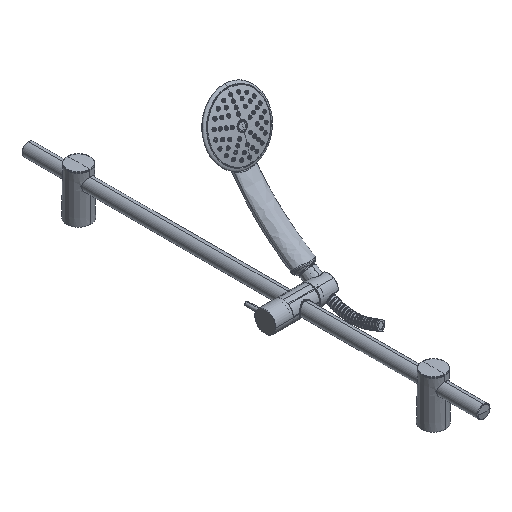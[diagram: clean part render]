
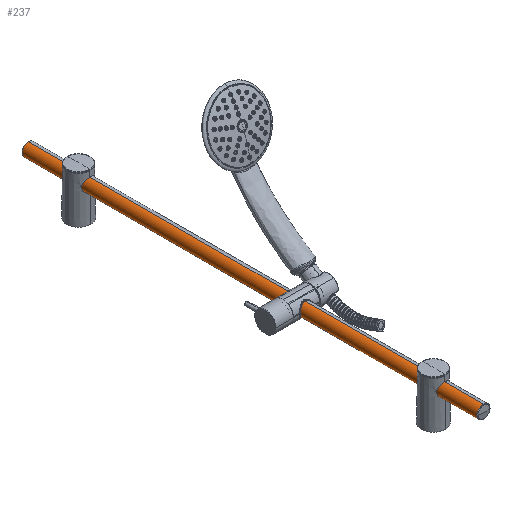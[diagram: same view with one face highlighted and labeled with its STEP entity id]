
A CAD part, isometric view. The second image highlights one B-rep face of the part: STEP entity #237.
In plain terms, the highlighted cylindrical face has radius 10.3 mm (diameter 20.6 mm), a partial arc.
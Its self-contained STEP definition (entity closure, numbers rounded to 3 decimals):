
#29=CARTESIAN_POINT('',(0.,-300.,0.));
#30=DIRECTION('',(0.,1.,0.));
#31=DIRECTION('',(0.,0.,-1.));
#32=AXIS2_PLACEMENT_3D('',#29,#30,#31);
#34=CARTESIAN_POINT('',(0.,430.,0.));
#35=DIRECTION('',(0.,-1.,0.));
#36=DIRECTION('',(0.,0.,1.));
#37=AXIS2_PLACEMENT_3D('',#34,#35,#36);
#39=DIRECTION('',(0.,-1.,0.));
#40=VECTOR('',#39,730.);
#41=CARTESIAN_POINT('',(0.,430.,10.275));
#42=LINE('',#41,#40);
#71=DIRECTION('',(0.,-1.,0.));
#72=VECTOR('',#71,730.);
#73=CARTESIAN_POINT('',(0.,430.,-10.275));
#74=LINE('',#73,#72);
#164=CARTESIAN_POINT('',(0.,430.,10.275));
#165=CARTESIAN_POINT('',(0.,-300.,10.275));
#166=VERTEX_POINT('',#164);
#167=VERTEX_POINT('',#165);
#168=CARTESIAN_POINT('',(0.,430.,-10.275));
#169=CARTESIAN_POINT('',(0.,-300.,-10.275));
#170=VERTEX_POINT('',#168);
#171=VERTEX_POINT('',#169);
#223=CARTESIAN_POINT('',(0.,-300.,0.));
#224=DIRECTION('',(0.,1.,0.));
#225=DIRECTION('',(0.,0.,1.));
#226=AXIS2_PLACEMENT_3D('',#223,#224,#225);
#227=CYLINDRICAL_SURFACE('',#226,10.3);
#229=ORIENTED_EDGE('',*,*,#228,.F.);
#231=ORIENTED_EDGE('',*,*,#230,.F.);
#232=ORIENTED_EDGE('',*,*,#205,.F.);
#234=ORIENTED_EDGE('',*,*,#233,.T.);
#235=EDGE_LOOP('',(#229,#231,#232,#234));
#236=FACE_OUTER_BOUND('',#235,.F.);
#237=ADVANCED_FACE('',(#236),#227,.T.);
#33=CIRCLE('',#32,10.3);
#38=CIRCLE('',#37,10.3);
#205=EDGE_CURVE('',#166,#170,#38,.T.);
#228=EDGE_CURVE('',#171,#167,#33,.T.);
#230=EDGE_CURVE('',#170,#171,#74,.T.);
#233=EDGE_CURVE('',#166,#167,#42,.T.);
